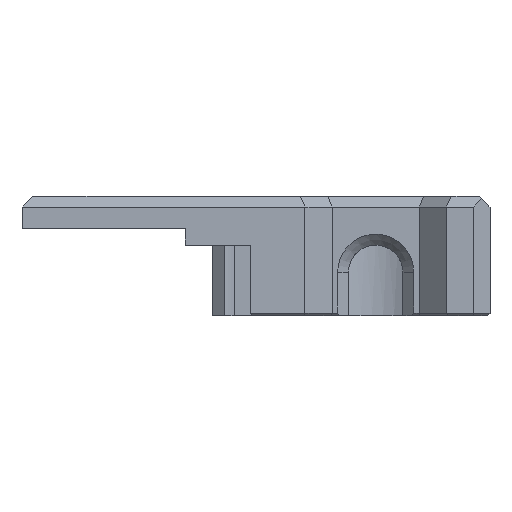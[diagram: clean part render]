
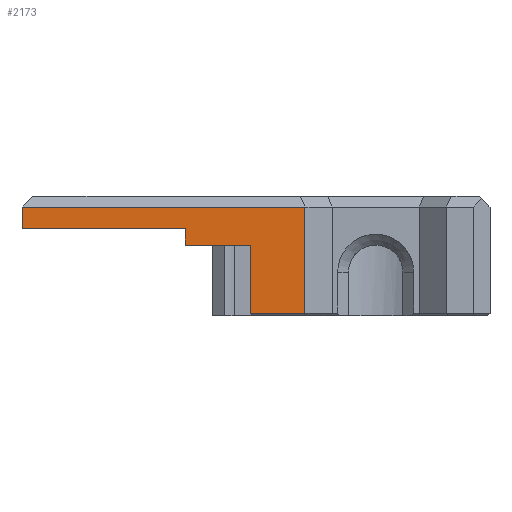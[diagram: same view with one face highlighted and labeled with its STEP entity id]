
A CAD part, front view. The second image highlights one B-rep face of the part: STEP entity #2173.
In plain terms, the highlighted planar face has unit normal (0, -1, 0).
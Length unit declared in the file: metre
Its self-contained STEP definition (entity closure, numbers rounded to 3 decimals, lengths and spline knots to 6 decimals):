
#239=ORIENTED_EDGE('',*,*,#830,.T.);
#240=ORIENTED_EDGE('',*,*,#831,.T.);
#241=ORIENTED_EDGE('',*,*,#832,.T.);
#242=ORIENTED_EDGE('',*,*,#833,.F.);
#243=ORIENTED_EDGE('',*,*,#834,.T.);
#244=ORIENTED_EDGE('',*,*,#835,.T.);
#245=ORIENTED_EDGE('',*,*,#717,.T.);
#246=ORIENTED_EDGE('',*,*,#836,.T.);
#717=EDGE_CURVE('',#1020,#1019,#1223,.T.);
#830=EDGE_CURVE('',#1122,#1123,#1302,.T.);
#831=EDGE_CURVE('',#1123,#1124,#1303,.T.);
#832=EDGE_CURVE('',#1124,#1125,#1304,.T.);
#833=EDGE_CURVE('',#1126,#1125,#1305,.T.);
#834=EDGE_CURVE('',#1126,#1127,#1306,.T.);
#835=EDGE_CURVE('',#1127,#1020,#1307,.T.);
#836=EDGE_CURVE('',#1019,#1122,#1308,.T.);
#1019=VERTEX_POINT('',#3126);
#1020=VERTEX_POINT('',#3128);
#1122=VERTEX_POINT('',#3377);
#1123=VERTEX_POINT('',#3378);
#1124=VERTEX_POINT('',#3380);
#1125=VERTEX_POINT('',#3382);
#1126=VERTEX_POINT('',#3384);
#1127=VERTEX_POINT('',#3386);
#1223=LINE('',#3127,#1465);
#1302=LINE('',#3376,#1544);
#1303=LINE('',#3379,#1545);
#1304=LINE('',#3381,#1546);
#1305=LINE('',#3383,#1547);
#1306=LINE('',#3385,#1548);
#1307=LINE('',#3387,#1549);
#1308=LINE('',#3388,#1550);
#1465=VECTOR('',#2499,1.);
#1544=VECTOR('',#2678,1.);
#1545=VECTOR('',#2679,1.);
#1546=VECTOR('',#2680,1.);
#1547=VECTOR('',#2681,1.);
#1548=VECTOR('',#2682,1.);
#1549=VECTOR('',#2683,1.);
#1550=VECTOR('',#2684,1.);
#1736=EDGE_LOOP('',(#239,#240,#241,#242,#243,#244,#245,#246));
#1910=FACE_BOUND('',#1736,.T.);
#2061=PLANE('',#2351);
#2173=ADVANCED_FACE('',(#1910),#2061,.F.);
#2351=AXIS2_PLACEMENT_3D('',#3375,#2676,#2677);
#2499=DIRECTION('',(1.,0.,0.));
#2676=DIRECTION('',(0.,1.,0.));
#2677=DIRECTION('',(0.,0.,1.));
#2678=DIRECTION('',(1.,0.,0.));
#2679=DIRECTION('',(0.,0.,-1.));
#2680=DIRECTION('',(1.,0.,0.));
#2681=DIRECTION('',(0.,0.,-1.));
#2682=DIRECTION('',(-1.,0.,0.));
#2683=DIRECTION('',(0.,0.,-1.));
#2684=DIRECTION('',(0.,0.,-1.));
#3126=CARTESIAN_POINT('',(-0.035,-0.0215,0.03));
#3127=CARTESIAN_POINT('',(-0.05,-0.0215,0.03));
#3128=CARTESIAN_POINT('',(-0.065,-0.0215,0.03));
#3375=CARTESIAN_POINT('',(-0.024,-0.0215,0.027));
#3376=CARTESIAN_POINT('',(-0.0325,-0.0215,0.027));
#3377=CARTESIAN_POINT('',(-0.035,-0.0215,0.027));
#3378=CARTESIAN_POINT('',(-0.022958,-0.0215,0.027));
#3379=CARTESIAN_POINT('',(-0.022958,-0.0215,0.027));
#3380=CARTESIAN_POINT('',(-0.022958,-0.0215,0.0145));
#3381=CARTESIAN_POINT('',(-0.024,-0.0215,0.0145));
#3382=CARTESIAN_POINT('',(-0.013,-0.0215,0.0145));
#3383=CARTESIAN_POINT('',(-0.013,-0.0215,0.027));
#3384=CARTESIAN_POINT('',(-0.013,-0.0215,0.034));
#3385=CARTESIAN_POINT('',(-0.065,-0.0215,0.034));
#3386=CARTESIAN_POINT('',(-0.065,-0.0215,0.034));
#3387=CARTESIAN_POINT('',(-0.065,-0.0215,0.036));
#3388=CARTESIAN_POINT('',(-0.035,-0.0215,0.03));
